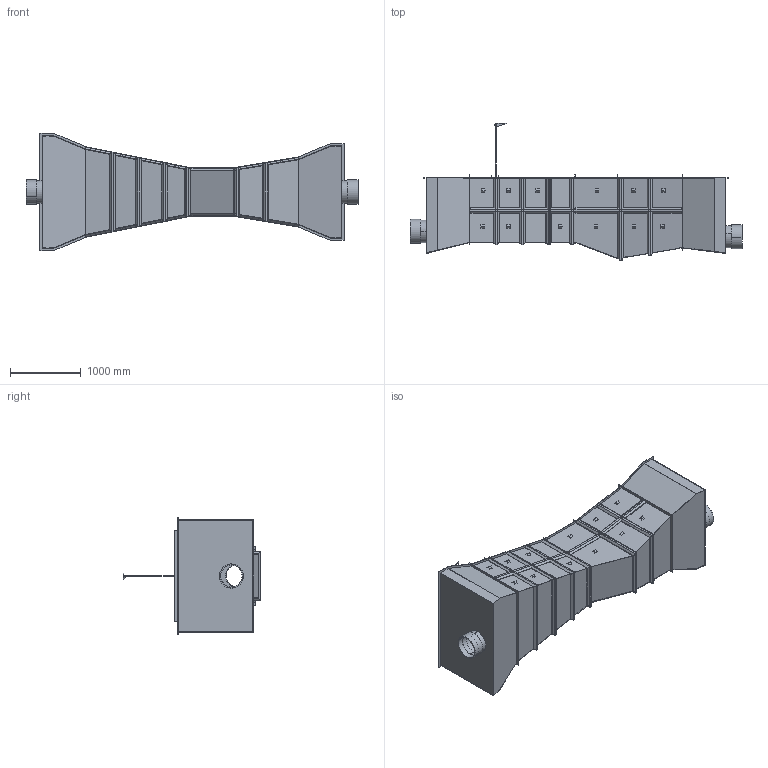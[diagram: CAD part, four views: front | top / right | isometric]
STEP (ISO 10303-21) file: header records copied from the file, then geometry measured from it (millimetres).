
FILE_DESCRIPTION (( 'STEP AP214' ), '1' );
FILE_NAME ('24in Parshall flume Assem1 with options.STEP', '2020-08-13T19:59:24', ( '' ), ( '' ), 'SwSTEP 2.0', 'SolidWorks 2020', '' );
FILE_SCHEMA (( 'AUTOMOTIVE_DESIGN' ));
Length unit declared in the file: inch
Products named in the file (17): hex nut_ai_HNUT 0.2500-20-D-N; 24 C Channel Ultrasonic Bkt_2in Parshall; 24 Ultrasonic Transducer Assy_12in Parshll Flume; 24 Rev ATop Bracket Tube; 24 Angle bracket; 24 MirrorAngle bracket; Parshal Flume_24 Inch; 24 Rev Abase plate; 24in Parshall flume Assem1 with options; Copy of 49976 Rev Ashaft^24 Ultrasonic Transducer Assy; 24 parshall outlet end adapter_24 INCH; 24 parshall inlet adapter_24 inch; 24 Rev ATop Bracket Rev A sheet metal; Parshall Staff Gauge 24in long parshall staff gauge_English Staff Gauge - 36"; 24 Rev ATop Bracket Assembly; Copy of 24 Fernco Coupler^24in Parshall flume Assem1_12 INCH FERNCO FITTING; 24 FRP Pipe Stub_O12"
Assembly tree (40 placements, depth 4):
  24in Parshall flume Assem1 with options
    24 Ultrasonic Transducer Assy_12in Parshll Flume
      24 Rev Abase plate
      Copy of 49976 Rev Ashaft^24 Ultrasonic Transducer Assy
      24 Rev ATop Bracket Assembly
        hex nut_ai_HNUT 0.2500-20-D-N
        24 Rev ATop Bracket Tube
        24 Rev ATop Bracket Rev A sheet metal
      24 C Channel Ultrasonic Bkt_2in Parshall
    24 Angle bracket  x23
    24 MirrorAngle bracket
    24 parshall inlet adapter_24 inch
    24 parshall outlet end adapter_24 INCH
    24 FRP Pipe Stub_O12"  x2
    Copy of 24 Fernco Coupler^24in Parshall flume Assem1_12 INCH FERNCO FITTING  x2
    Parshal Flume_24 Inch
    Parshall Staff Gauge 24in long parshall staff gauge_English Staff Gauge - 36"
Bounding box: 4708.52 x 1943.82 x 1663.7 mm (x, y, z)
Volume: 118891631 mm3; surface area: 44002980.7 mm2
Topology: 67 solids, 67 shells, 784 faces, 1920 edges, 1268 vertices
Faces by surface type: plane 719, cylinder 47, cone 16, bspline 2
Entity records: 20495 total; most frequent: CARTESIAN_POINT 3575, ORIENTED_EDGE 3000, DIRECTION 2812, EDGE_CURVE 1500, VECTOR 1382, LINE 1382, VERTEX_POINT 988, AXIS2_PLACEMENT_3D 715
